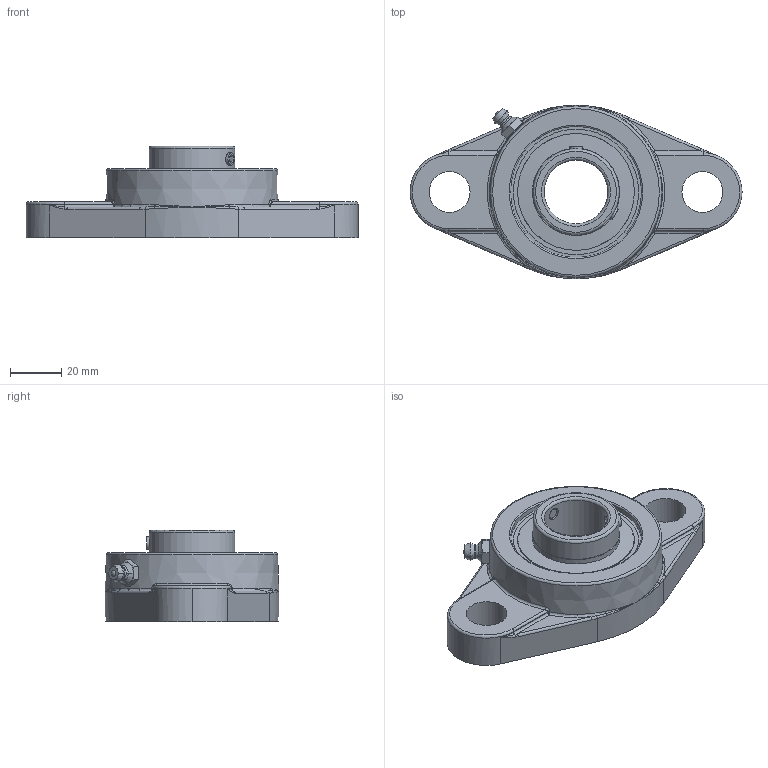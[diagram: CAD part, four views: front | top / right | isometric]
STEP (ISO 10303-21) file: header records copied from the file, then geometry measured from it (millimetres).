
FILE_DESCRIPTION(('HOOPS Exchange Step'),'2;1');
FILE_NAME('export-61FE43E3-F3A1-450E-9E00-4801A0565853.stp','2019-12-13T08:19:03-08:00',('ibuslach'),('Alibre'),'HOOPS Exchange 2019.2','Alibre','Unknown authorisation');
FILE_SCHEMA( ('AP242_MANAGED_MODEL_BASED_3D_ENGINEERING_MIM_LF {1 0 10303 442 1 1 4 }') );
Length unit declared in the file: centimetre
Products named in the file (7): MRN SFL 205; UCP ZERK 6mm; SUC 205 RACES; 205 SS; SUC 205-16 SHIELD; MRN SUC 205; MRN SUCFL 205
Assembly tree (8 placements, depth 3):
  MRN SUCFL 205
    MRN SFL 205
    UCP ZERK 6mm
    MRN SUC 205
      SUC 205 RACES
      205 SS  x2
      SUC 205-16 SHIELD  x2
Bounding box: 130 x 68 x 35.8 mm (x, y, z)
Volume: 88674.5 mm3; surface area: 37696.2 mm2
Topology: 8 solids, 8 shells, 200 faces, 514 edges, 318 vertices
Faces by surface type: plane 60, cylinder 52, bspline 38, torus 24, cone 17, sphere 9
Full cylindrical faces by diameter (mm): 1.504 x2, 4.917 x4, 5.994 x1, 6 x1, 16 x2, 25 x1, 33.655 x1, 33.68 x2, 34.188 x2, 45.72 x3, 51.31 x1, 53.336 x1
Entity records: 11964 total; most frequent: CARTESIAN_POINT 7536, ORIENTED_EDGE 908, DIRECTION 875, EDGE_CURVE 454, AXIS2_PLACEMENT_3D 373, VERTEX_POINT 287, EDGE_LOOP 207, FACE_BOUND 207
